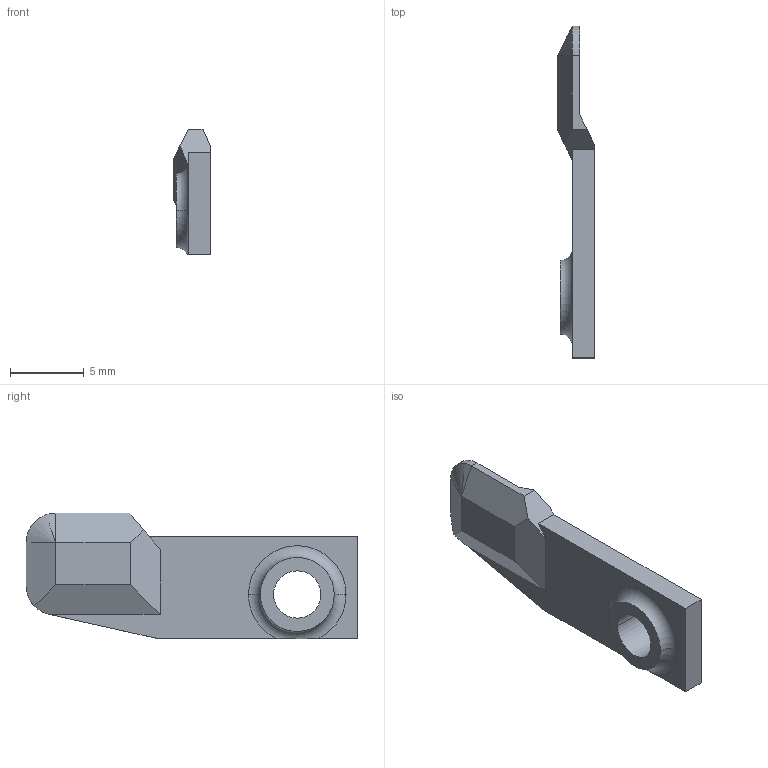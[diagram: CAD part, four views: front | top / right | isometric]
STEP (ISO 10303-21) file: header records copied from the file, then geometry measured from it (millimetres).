
FILE_DESCRIPTION(('CATIA V5 STEP Exchange'),'2;1');
FILE_NAME('HYPERCUBE-EVO-0013-V2_NGEN.stp','2021-01-20T02:24:49+00:00',('none'),('none'),'CATIA Version 5 Release 21 GA (IN-10)','CATIA V5 STEP AP203','none');
FILE_SCHEMA(('CONFIG_CONTROL_DESIGN'));
Length unit declared in the file: millimetre
Products named in the file (1): HYPERCUBE-EVO-0013_NGEN
Bounding box: 2.5 x 22.44 x 8.5 mm (x, y, z)
Volume: 219.9 mm3; surface area: 403.6 mm2
Topology: 1 solids, 1 shells, 24 faces, 66 edges, 43 vertices
Faces by surface type: plane 17, cylinder 4, torus 2, cone 1
Entity records: 790 total; most frequent: CARTESIAN_POINT 164, ORIENTED_EDGE 130, DIRECTION 99, EDGE_CURVE 65, VERTEX_POINT 43, VECTOR 39, LINE 39, AXIS2_PLACEMENT_3D 38
